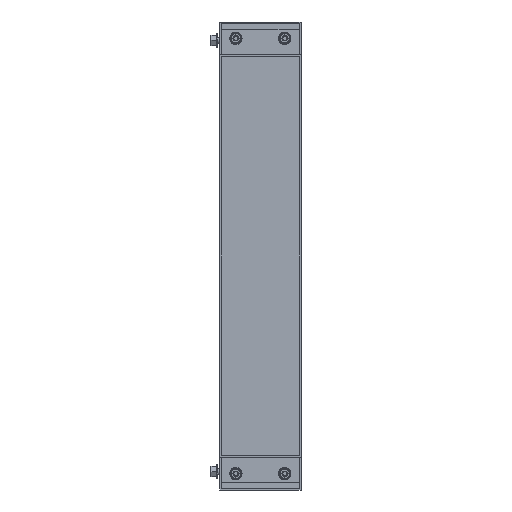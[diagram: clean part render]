
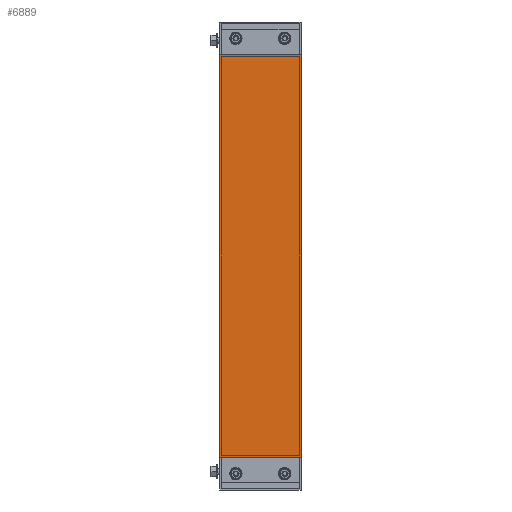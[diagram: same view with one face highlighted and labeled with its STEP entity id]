
A CAD part, left-side view. The second image highlights one B-rep face of the part: STEP entity #6889.
In plain terms, the highlighted planar face has unit normal (-1, 0, 0).
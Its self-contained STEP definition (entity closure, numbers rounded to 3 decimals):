
#694 = VERTEX_POINT ( 'NONE', #8834 ) ;
#749 = EDGE_LOOP ( 'NONE', ( #2734, #6751, #5453, #5222 ) ) ;
#763 = FACE_OUTER_BOUND ( 'NONE', #749, .T. ) ;
#773 = VECTOR ( 'NONE', #3410, 1000. ) ;
#1565 = VECTOR ( 'NONE', #7269, 1000. ) ;
#2188 = AXIS2_PLACEMENT_3D ( 'NONE', #3155, #8442, #6338 ) ;
#2734 = ORIENTED_EDGE ( 'NONE', *, *, #6741, .T. ) ;
#2838 = CARTESIAN_POINT ( 'NONE',  ( 0., 0., 534.6 ) ) ;
#3155 = CARTESIAN_POINT ( 'NONE',  ( 0., 0., 0. ) ) ;
#3382 = DIRECTION ( 'NONE',  ( 0., -1., 0. ) ) ;
#3410 = DIRECTION ( 'NONE',  ( 0., 0., -1. ) ) ;
#3508 = EDGE_CURVE ( 'NONE', #694, #8529, #4072, .T. ) ;
#3836 = PLANE ( 'NONE',  #2188 ) ;
#3953 = VECTOR ( 'NONE', #3382, 1000. ) ;
#4072 = LINE ( 'NONE', #7182, #6578 ) ;
#4242 = CARTESIAN_POINT ( 'NONE',  ( 0., 0., 40.4 ) ) ;
#4884 = LINE ( 'NONE', #5644, #773 ) ;
#5222 = ORIENTED_EDGE ( 'NONE', *, *, #9410, .T. ) ;
#5453 = ORIENTED_EDGE ( 'NONE', *, *, #3508, .T. ) ;
#5644 = CARTESIAN_POINT ( 'NONE',  ( 0., 0., 40.4 ) ) ;
#5822 = LINE ( 'NONE', #8216, #1565 ) ;
#5898 = LINE ( 'NONE', #4242, #3953 ) ;
#6338 = DIRECTION ( 'NONE',  ( 0., 0., 1. ) ) ;
#6353 = CARTESIAN_POINT ( 'NONE',  ( 0., -100., 40.4 ) ) ;
#6578 = VECTOR ( 'NONE', #9666, 1000. ) ;
#6667 = VERTEX_POINT ( 'NONE', #6353 ) ;
#6741 = EDGE_CURVE ( 'NONE', #8646, #6667, #5898, .T. ) ;
#6751 = ORIENTED_EDGE ( 'NONE', *, *, #9850, .T. ) ;
#6889 = ADVANCED_FACE ( 'NONE', ( #763 ), #3836, .T. ) ;
#7182 = CARTESIAN_POINT ( 'NONE',  ( 0., 0., 534.6 ) ) ;
#7269 = DIRECTION ( 'NONE',  ( 0., 0., 1. ) ) ;
#8216 = CARTESIAN_POINT ( 'NONE',  ( 0., -100., 40.4 ) ) ;
#8442 = DIRECTION ( 'NONE',  ( -1., 0., 0. ) ) ;
#8529 = VERTEX_POINT ( 'NONE', #2838 ) ;
#8646 = VERTEX_POINT ( 'NONE', #9804 ) ;
#8834 = CARTESIAN_POINT ( 'NONE',  ( 0., -100., 534.6 ) ) ;
#9410 = EDGE_CURVE ( 'NONE', #8529, #8646, #4884, .T. ) ;
#9666 = DIRECTION ( 'NONE',  ( 0., 1., 0. ) ) ;
#9804 = CARTESIAN_POINT ( 'NONE',  ( 0., 0., 40.4 ) ) ;
#9850 = EDGE_CURVE ( 'NONE', #6667, #694, #5822, .T. ) ;
